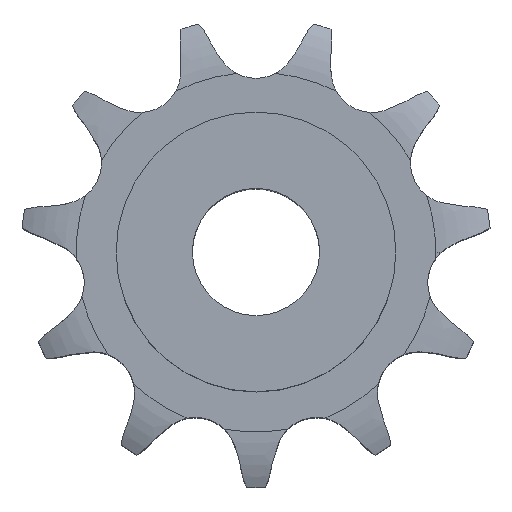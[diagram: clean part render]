
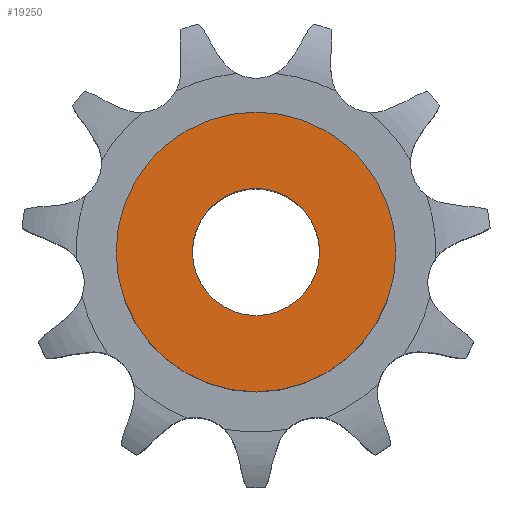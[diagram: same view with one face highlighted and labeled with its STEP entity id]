
A CAD part, top view. The second image highlights one B-rep face of the part: STEP entity #19250.
In plain terms, the highlighted planar face has unit normal (0, 0, 1).
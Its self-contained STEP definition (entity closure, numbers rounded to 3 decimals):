
#10478 = CYLINDRICAL_SURFACE('',#10479,5.);
#10479 = AXIS2_PLACEMENT_3D('',#10480,#10481,#10482);
#10480 = CARTESIAN_POINT('',(0.,0.,70.947));
#10481 = DIRECTION('',(0.,0.,1.));
#10482 = DIRECTION('',(1.,0.,0.));
#13223 = EDGE_CURVE('',#13224,#13224,#13226,.T.);
#13224 = VERTEX_POINT('',#13225);
#13225 = CARTESIAN_POINT('',(5.,0.,35.));
#13226 = SURFACE_CURVE('',#13227,(#13232,#13239),.PCURVE_S1.);
#13227 = CIRCLE('',#13228,5.);
#13228 = AXIS2_PLACEMENT_3D('',#13229,#13230,#13231);
#13229 = CARTESIAN_POINT('',(0.,0.,35.));
#13230 = DIRECTION('',(0.,0.,1.));
#13231 = DIRECTION('',(1.,0.,0.));
#13232 = PCURVE('',#10478,#13233);
#13233 = DEFINITIONAL_REPRESENTATION('',(#13234),#13238);
#13234 = LINE('',#13235,#13236);
#13235 = CARTESIAN_POINT('',(0.,-35.947));
#13236 = VECTOR('',#13237,1.);
#13237 = DIRECTION('',(1.,0.));
#13238 = ( GEOMETRIC_REPRESENTATION_CONTEXT(2) 
PARAMETRIC_REPRESENTATION_CONTEXT() REPRESENTATION_CONTEXT('2D SPACE',''
  ) );
#13239 = PCURVE('',#13240,#13245);
#13240 = PLANE('',#13241);
#13241 = AXIS2_PLACEMENT_3D('',#13242,#13243,#13244);
#13242 = CARTESIAN_POINT('',(0.,0.,35.
    ));
#13243 = DIRECTION('',(0.,0.,1.));
#13244 = DIRECTION('',(1.,0.,0.));
#13245 = DEFINITIONAL_REPRESENTATION('',(#13246),#13250);
#13246 = CIRCLE('',#13247,5.);
#13247 = AXIS2_PLACEMENT_2D('',#13248,#13249);
#13248 = CARTESIAN_POINT('',(0.,0.));
#13249 = DIRECTION('',(1.,0.));
#13250 = ( GEOMETRIC_REPRESENTATION_CONTEXT(2) 
PARAMETRIC_REPRESENTATION_CONTEXT() REPRESENTATION_CONTEXT('2D SPACE',''
  ) );
#19250 = ADVANCED_FACE('',(#19251,#19282),#13240,.T.);
#19251 = FACE_BOUND('',#19252,.T.);
#19252 = EDGE_LOOP('',(#19253));
#19253 = ORIENTED_EDGE('',*,*,#19254,.T.);
#19254 = EDGE_CURVE('',#19255,#19255,#19257,.T.);
#19255 = VERTEX_POINT('',#19256);
#19256 = CARTESIAN_POINT('',(11.,0.,35.));
#19257 = SURFACE_CURVE('',#19258,(#19263,#19270),.PCURVE_S1.);
#19258 = CIRCLE('',#19259,11.);
#19259 = AXIS2_PLACEMENT_3D('',#19260,#19261,#19262);
#19260 = CARTESIAN_POINT('',(0.,0.,35.));
#19261 = DIRECTION('',(0.,0.,1.));
#19262 = DIRECTION('',(1.,0.,0.));
#19263 = PCURVE('',#13240,#19264);
#19264 = DEFINITIONAL_REPRESENTATION('',(#19265),#19269);
#19265 = CIRCLE('',#19266,11.);
#19266 = AXIS2_PLACEMENT_2D('',#19267,#19268);
#19267 = CARTESIAN_POINT('',(0.,0.));
#19268 = DIRECTION('',(1.,0.));
#19269 = ( GEOMETRIC_REPRESENTATION_CONTEXT(2) 
PARAMETRIC_REPRESENTATION_CONTEXT() REPRESENTATION_CONTEXT('2D SPACE',''
  ) );
#19270 = PCURVE('',#19271,#19276);
#19271 = CYLINDRICAL_SURFACE('',#19272,11.);
#19272 = AXIS2_PLACEMENT_3D('',#19273,#19274,#19275);
#19273 = CARTESIAN_POINT('',(0.,0.,0.));
#19274 = DIRECTION('',(-0.,-0.,-1.));
#19275 = DIRECTION('',(1.,0.,0.));
#19276 = DEFINITIONAL_REPRESENTATION('',(#19277),#19281);
#19277 = LINE('',#19278,#19279);
#19278 = CARTESIAN_POINT('',(-0.,-35.));
#19279 = VECTOR('',#19280,1.);
#19280 = DIRECTION('',(-1.,0.));
#19281 = ( GEOMETRIC_REPRESENTATION_CONTEXT(2) 
PARAMETRIC_REPRESENTATION_CONTEXT() REPRESENTATION_CONTEXT('2D SPACE',''
  ) );
#19282 = FACE_BOUND('',#19283,.T.);
#19283 = EDGE_LOOP('',(#19284));
#19284 = ORIENTED_EDGE('',*,*,#13223,.F.);
